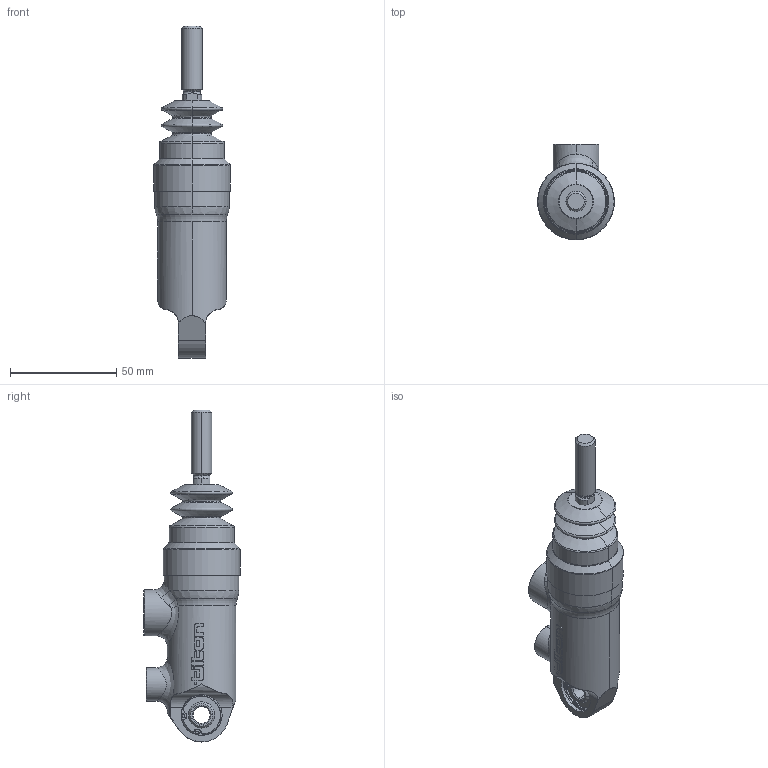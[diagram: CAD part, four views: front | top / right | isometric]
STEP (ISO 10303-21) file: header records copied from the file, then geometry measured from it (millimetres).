
FILE_DESCRIPTION (( 'STEP AP214' ), '1' );
FILE_NAME ('TILTON 78-Series Master Cylinders.STEP', '2020-06-08T22:04:50', ( '' ), ( '' ), 'SwSTEP 2.0', 'SolidWorks 2020', '' );
FILE_SCHEMA (( 'AUTOMOTIVE_DESIGN' ));
Length unit declared in the file: millimetre
Products named in the file (8): spherical bearing inner; spherical bearing; spherical bearing outer; TILTON 78-Series Master Cylinders; Piston; Rubber boot; Body; circlip
Assembly tree (7 placements, depth 3):
  TILTON 78-Series Master Cylinders
    Body
    Piston
    spherical bearing
      spherical bearing outer
      spherical bearing inner
    circlip
    Rubber boot
Bounding box: 36.07 x 45.09 x 155.9 mm (x, y, z)
Volume: 73047.2 mm3; surface area: 29408.6 mm2
Topology: 6 solids, 6 shells, 363 faces, 860 edges, 516 vertices
Faces by surface type: cylinder 100, bspline 88, torus 65, cone 54, plane 50, sphere 6
Entity records: 14940 total; most frequent: CARTESIAN_POINT 6106, ORIENTED_EDGE 1692, DIRECTION 1490, EDGE_CURVE 846, AXIS2_PLACEMENT_3D 650, VERTEX_POINT 510, EDGE_LOOP 390, CIRCLE 364
